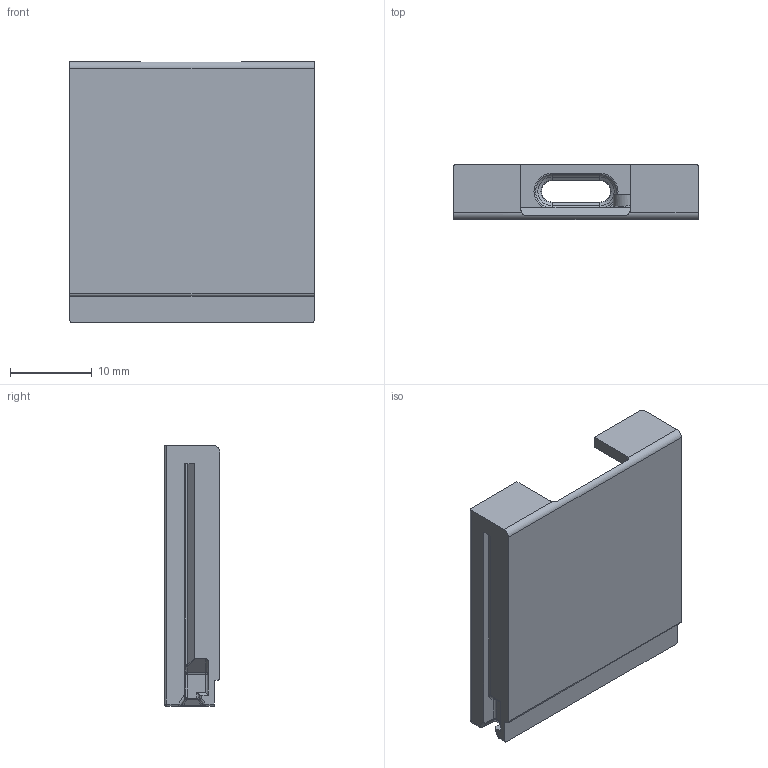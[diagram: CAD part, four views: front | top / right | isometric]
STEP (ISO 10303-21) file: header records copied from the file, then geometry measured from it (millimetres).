
FILE_DESCRIPTION(/* description */ ('STEP AP242','CAx-IF Rec.Pracs.---Representation and Presentation of Product Manufacturing Information (PMI)---4.0---2014-10-13','CAx-IF Rec.Pracs.---3D Tessellated Geometry---0.4---2014-09-14','2;1'),/* implementation_level */ '2;1');
FILE_NAME(/* name */ '65e64b8a74c806687c72dc59',/* time_stamp */ '2024-03-04T22:30:35Z',/* author */ (''),/* organization */ (''),/* preprocessor_version */ 'ST-DEVELOPER v19.4',/* originating_system */ ' ',/* authorisation */ ' ');
FILE_SCHEMA (('AP242_MANAGED_MODEL_BASED_3D_ENGINEERING_MIM_LF { 1 0 10303 442 1 1 4 }'));
Length unit declared in the file: metre
Products named in the file (1): FW_EXP_1USBC_FRAME_CLIP_BC_229_
Bounding box: 30 x 6.8 x 32 mm (x, y, z)
Volume: 1949 mm3; surface area: 3344.7 mm2
Topology: 1 solids, 1 shells, 201 faces, 513 edges, 305 vertices
Faces by surface type: plane 80, cylinder 69, bspline 20, cone 12, sphere 12, torus 8
Full cylindrical faces by diameter (mm): 1.6 x3
Entity records: 6672 total; most frequent: CARTESIAN_POINT 2032, ORIENTED_EDGE 982, DIRECTION 935, EDGE_CURVE 491, AXIS2_PLACEMENT_3D 329, VERTEX_POINT 301, LINE 277, VECTOR 277
